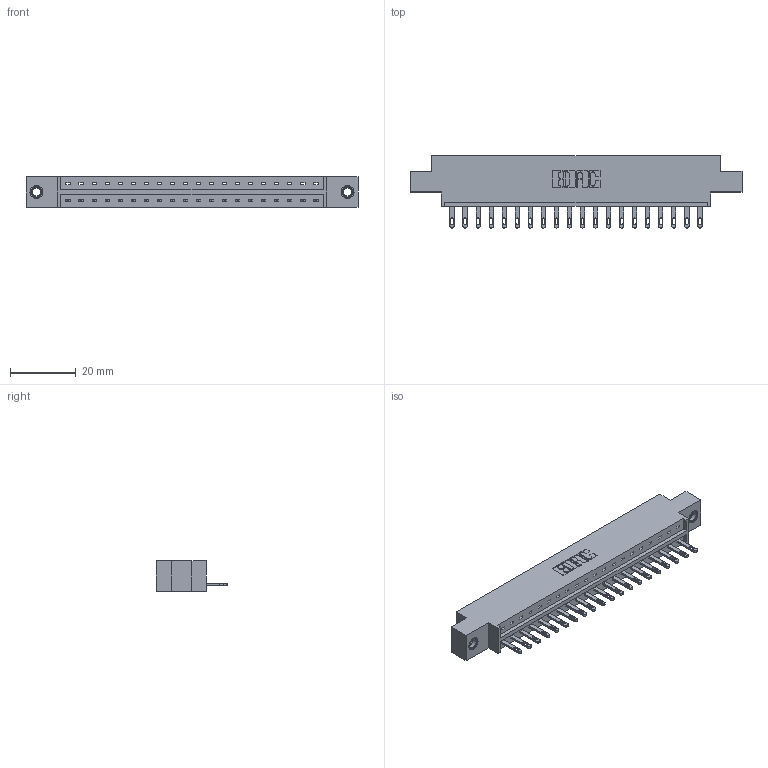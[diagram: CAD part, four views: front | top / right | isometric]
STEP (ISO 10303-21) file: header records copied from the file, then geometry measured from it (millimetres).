
FILE_DESCRIPTION (( 'STEP AP203' ), '1' );
FILE_NAME ('833-020-500-607.STEP', '2020-06-01T01:18:14', ( '' ), ( '' ), 'SwSTEP 2.0', 'SolidWorks 2020', '' );
FILE_SCHEMA (( 'CONFIG_CONTROL_DESIGN' ));
Length unit declared in the file: inch
Products named in the file (4): 833 Part_Offset - .156 Dia - TI; 833-020-500-607; 345-250-001_345-250-005-103; 345-292-001_345-293-100
Assembly tree (23 placements, depth 2):
  833-020-500-607
    833 Part_Offset - .156 Dia - TI
    345-292-001_345-293-100  x20
    345-250-001_345-250-005-103  x2
Bounding box: 100.79 x 21.85 x 9.4 mm (x, y, z)
Volume: 9723.9 mm3; surface area: 10661.2 mm2
Topology: 23 solids, 23 shells, 1258 faces, 3819 edges, 2538 vertices
Faces by surface type: plane 826, cylinder 416, cone 12, torus 4
Entity records: 16320 total; most frequent: CARTESIAN_POINT 2801, ORIENTED_EDGE 2750, DIRECTION 2441, EDGE_CURVE 1375, VECTOR 1223, LINE 1223, VERTEX_POINT 912, AXIS2_PLACEMENT_3D 609
